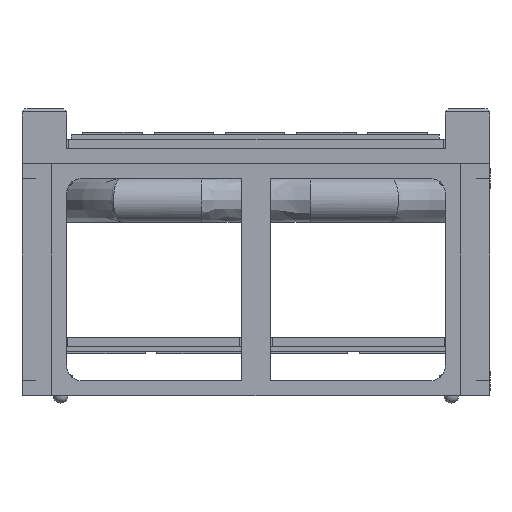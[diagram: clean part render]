
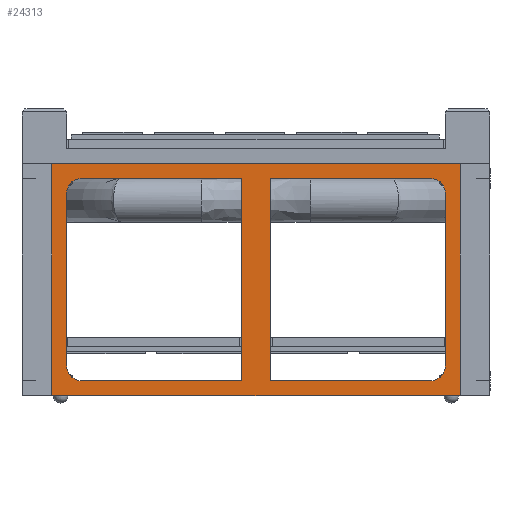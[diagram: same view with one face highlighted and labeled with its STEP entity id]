
A CAD part, left-side view. The second image highlights one B-rep face of the part: STEP entity #24313.
In plain terms, the highlighted face is planar.
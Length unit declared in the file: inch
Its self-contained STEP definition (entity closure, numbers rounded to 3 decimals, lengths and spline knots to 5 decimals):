
#587 = ORIENTED_EDGE ( 'NONE', *, *, #2714, .T. ) ;
#1126 = ORIENTED_EDGE ( 'NONE', *, *, #5952, .T. ) ;
#1206 = AXIS2_PLACEMENT_3D ( 'NONE', #16869, #38639, #1348 ) ;
#1316 = CARTESIAN_POINT ( 'NONE',  ( 0.85069, 0.25, 0. ) ) ;
#1348 = DIRECTION ( 'NONE',  ( 0., 0., 1. ) ) ;
#1504 = FACE_BOUND ( 'NONE', #27279, .T. ) ;
#1892 = ORIENTED_EDGE ( 'NONE', *, *, #28273, .T. ) ;
#2004 = FACE_OUTER_BOUND ( 'NONE', #33750, .T. ) ;
#2199 = VERTEX_POINT ( 'NONE', #21125 ) ;
#2578 = ORIENTED_EDGE ( 'NONE', *, *, #37154, .T. ) ;
#2714 = EDGE_CURVE ( 'NONE', #37612, #21005, #24524, .T. ) ;
#3491 = CARTESIAN_POINT ( 'NONE',  ( -0.97569, 0.25, -1.7185 ) ) ;
#3900 = CARTESIAN_POINT ( 'NONE',  ( 0., 0.25, -0.125 ) ) ;
#4539 = EDGE_CURVE ( 'NONE', #2199, #35984, #26223, .T. ) ;
#5952 = EDGE_CURVE ( 'NONE', #10106, #15274, #7428, .T. ) ;
#6212 = DIRECTION ( 'NONE',  ( 0., 0., -1. ) ) ;
#6399 = VERTEX_POINT ( 'NONE', #11779 ) ;
#6780 = DIRECTION ( 'NONE',  ( -1., 0., 0. ) ) ;
#7182 = CARTESIAN_POINT ( 'NONE',  ( 0.72569, 0.25, 1.5935 ) ) ;
#7428 = CIRCLE ( 'NONE', #11871, 0.125 ) ;
#7593 = CARTESIAN_POINT ( 'NONE',  ( 0.97569, 0.25, -1.7185 ) ) ;
#7892 = EDGE_CURVE ( 'NONE', #29622, #38139, #35155, .T. ) ;
#8035 = ORIENTED_EDGE ( 'NONE', *, *, #8386, .T. ) ;
#8262 = CARTESIAN_POINT ( 'NONE',  ( 0., 0.25, 1.5935 ) ) ;
#8298 = ORIENTED_EDGE ( 'NONE', *, *, #39209, .T. ) ;
#8386 = EDGE_CURVE ( 'NONE', #15274, #24118, #10221, .T. ) ;
#8914 = CARTESIAN_POINT ( 'NONE',  ( -0.97569, 0.25, 0. ) ) ;
#9048 = DIRECTION ( 'NONE',  ( 0., 0., 1. ) ) ;
#9717 = VERTEX_POINT ( 'NONE', #7593 ) ;
#10106 = VERTEX_POINT ( 'NONE', #30669 ) ;
#10221 = LINE ( 'NONE', #22999, #25832 ) ;
#10250 = CARTESIAN_POINT ( 'NONE',  ( 0.85069, 0.25, -1.4685 ) ) ;
#11013 = VERTEX_POINT ( 'NONE', #25929 ) ;
#11382 = EDGE_CURVE ( 'NONE', #36479, #21089, #30375, .T. ) ;
#11779 = CARTESIAN_POINT ( 'NONE',  ( 0.97569, 0.25, 1.7185 ) ) ;
#11843 = CARTESIAN_POINT ( 'NONE',  ( 0.85069, 0.25, 0. ) ) ;
#11871 = AXIS2_PLACEMENT_3D ( 'NONE', #12799, #38253, #34584 ) ;
#12316 = CARTESIAN_POINT ( 'NONE',  ( 0., 0.25, 1.7185 ) ) ;
#12602 = DIRECTION ( 'NONE',  ( 0., -1., 0. ) ) ;
#12799 = CARTESIAN_POINT ( 'NONE',  ( -0.72569, 0.25, 1.4685 ) ) ;
#12965 = DIRECTION ( 'NONE',  ( 1., 0., 0. ) ) ;
#13192 = CARTESIAN_POINT ( 'NONE',  ( -0.85069, 0.25, 0.125 ) ) ;
#13728 = DIRECTION ( 'NONE',  ( 0., 0., -1. ) ) ;
#13769 = CARTESIAN_POINT ( 'NONE',  ( 0.72569, 0.25, 1.4685 ) ) ;
#14040 = CARTESIAN_POINT ( 'NONE',  ( 0.72569, 0.25, -1.5935 ) ) ;
#14306 = CARTESIAN_POINT ( 'NONE',  ( 0.85069, 0.25, 1.4685 ) ) ;
#14634 = LINE ( 'NONE', #3900, #18025 ) ;
#15274 = VERTEX_POINT ( 'NONE', #30346 ) ;
#15341 = CARTESIAN_POINT ( 'NONE',  ( 0.72569, 0.25, -1.4685 ) ) ;
#15564 = CARTESIAN_POINT ( 'NONE',  ( 0.97569, 0.25, 0. ) ) ;
#16277 = VECTOR ( 'NONE', #9048, 39.37008 ) ;
#16739 = EDGE_LOOP ( 'NONE', ( #587, #25374, #1126, #8035, #37265, #1892 ) ) ;
#16869 = CARTESIAN_POINT ( 'NONE',  ( -0.72569, 0.25, -1.4685 ) ) ;
#17085 = CARTESIAN_POINT ( 'NONE',  ( 0., 0.25, -1.7185 ) ) ;
#17419 = DIRECTION ( 'NONE',  ( 0., 0., 1. ) ) ;
#17552 = DIRECTION ( 'NONE',  ( 0., 1., 0. ) ) ;
#17630 = EDGE_CURVE ( 'NONE', #21089, #6399, #33606, .T. ) ;
#17713 = EDGE_CURVE ( 'NONE', #38139, #29383, #14634, .T. ) ;
#17820 = CARTESIAN_POINT ( 'NONE',  ( 0., 0.25, 0. ) ) ;
#17826 = EDGE_CURVE ( 'NONE', #6399, #9717, #29223, .T. ) ;
#17909 = VECTOR ( 'NONE', #38845, 39.37008 ) ;
#18025 = VECTOR ( 'NONE', #6780, 39.37008 ) ;
#18522 = VECTOR ( 'NONE', #20411, 39.37008 ) ;
#18573 = VECTOR ( 'NONE', #39779, 39.37008 ) ;
#18698 = EDGE_CURVE ( 'NONE', #21005, #10106, #33593, .T. ) ;
#18890 = CIRCLE ( 'NONE', #32091, 0.125 ) ;
#19565 = FACE_BOUND ( 'NONE', #16739, .T. ) ;
#19743 = ORIENTED_EDGE ( 'NONE', *, *, #11382, .T. ) ;
#20052 = DIRECTION ( 'NONE',  ( 0., 0., 1. ) ) ;
#20411 = DIRECTION ( 'NONE',  ( -1., 0., 0. ) ) ;
#20865 = CARTESIAN_POINT ( 'NONE',  ( -0.85069, 0.25, -0.125 ) ) ;
#21005 = VERTEX_POINT ( 'NONE', #7182 ) ;
#21058 = DIRECTION ( 'NONE',  ( 1., 0., 0. ) ) ;
#21089 = VERTEX_POINT ( 'NONE', #23378 ) ;
#21125 = CARTESIAN_POINT ( 'NONE',  ( -0.85069, 0.25, -1.4685 ) ) ;
#22252 = DIRECTION ( 'NONE',  ( 0., 0., -1. ) ) ;
#22651 = ORIENTED_EDGE ( 'NONE', *, *, #4539, .T. ) ;
#22999 = CARTESIAN_POINT ( 'NONE',  ( -0.85069, 0.25, 0. ) ) ;
#23378 = CARTESIAN_POINT ( 'NONE',  ( -0.97569, 0.25, 1.7185 ) ) ;
#24118 = VERTEX_POINT ( 'NONE', #13192 ) ;
#24313 = ADVANCED_FACE ( 'NONE', ( #19565, #1504, #2004 ), #33465, .T. ) ;
#24524 = CIRCLE ( 'NONE', #28707, 0.125 ) ;
#24870 = CARTESIAN_POINT ( 'NONE',  ( -0.85069, 0.25, 0. ) ) ;
#25374 = ORIENTED_EDGE ( 'NONE', *, *, #18698, .T. ) ;
#25832 = VECTOR ( 'NONE', #13728, 39.37008 ) ;
#25929 = CARTESIAN_POINT ( 'NONE',  ( 0.85069, 0.25, 0.125 ) ) ;
#26223 = CIRCLE ( 'NONE', #1206, 0.125 ) ;
#26239 = LINE ( 'NONE', #17085, #17909 ) ;
#27159 = LINE ( 'NONE', #39706, #38371 ) ;
#27279 = EDGE_LOOP ( 'NONE', ( #35519, #22651, #2578, #8298, #28519, #34289 ) ) ;
#27392 = VECTOR ( 'NONE', #6212, 39.37008 ) ;
#27552 = LINE ( 'NONE', #34193, #31942 ) ;
#27749 = ORIENTED_EDGE ( 'NONE', *, *, #17826, .T. ) ;
#27829 = LINE ( 'NONE', #11843, #18573 ) ;
#28273 = EDGE_CURVE ( 'NONE', #11013, #37612, #27829, .T. ) ;
#28449 = CARTESIAN_POINT ( 'NONE',  ( -0.72569, 0.25, -1.5935 ) ) ;
#28519 = ORIENTED_EDGE ( 'NONE', *, *, #7892, .T. ) ;
#28707 = AXIS2_PLACEMENT_3D ( 'NONE', #13769, #32293, #20052 ) ;
#29223 = LINE ( 'NONE', #15564, #33108 ) ;
#29278 = EDGE_CURVE ( 'NONE', #9717, #36479, #26239, .T. ) ;
#29383 = VERTEX_POINT ( 'NONE', #20865 ) ;
#29622 = VERTEX_POINT ( 'NONE', #10250 ) ;
#29795 = VECTOR ( 'NONE', #38605, 39.37008 ) ;
#30346 = CARTESIAN_POINT ( 'NONE',  ( -0.85069, 0.25, 1.4685 ) ) ;
#30375 = LINE ( 'NONE', #8914, #16277 ) ;
#30669 = CARTESIAN_POINT ( 'NONE',  ( -0.72569, 0.25, 1.5935 ) ) ;
#31942 = VECTOR ( 'NONE', #12965, 39.37008 ) ;
#32091 = AXIS2_PLACEMENT_3D ( 'NONE', #15341, #12602, #40260 ) ;
#32269 = EDGE_CURVE ( 'NONE', #24118, #11013, #27159, .T. ) ;
#32293 = DIRECTION ( 'NONE',  ( 0., -1., 0. ) ) ;
#32542 = ORIENTED_EDGE ( 'NONE', *, *, #17630, .T. ) ;
#32659 = VECTOR ( 'NONE', #40394, 39.37008 ) ;
#32735 = AXIS2_PLACEMENT_3D ( 'NONE', #17820, #17552, #17419 ) ;
#33108 = VECTOR ( 'NONE', #22252, 39.37008 ) ;
#33212 = VERTEX_POINT ( 'NONE', #14040 ) ;
#33465 = PLANE ( 'NONE',  #32735 ) ;
#33593 = LINE ( 'NONE', #8262, #18522 ) ;
#33606 = LINE ( 'NONE', #12316, #32659 ) ;
#33750 = EDGE_LOOP ( 'NONE', ( #32542, #27749, #36779, #19743 ) ) ;
#34193 = CARTESIAN_POINT ( 'NONE',  ( 0., 0.25, -1.5935 ) ) ;
#34289 = ORIENTED_EDGE ( 'NONE', *, *, #17713, .T. ) ;
#34584 = DIRECTION ( 'NONE',  ( 0., 0., -1. ) ) ;
#35155 = LINE ( 'NONE', #1316, #29795 ) ;
#35483 = EDGE_CURVE ( 'NONE', #29383, #2199, #37085, .T. ) ;
#35519 = ORIENTED_EDGE ( 'NONE', *, *, #35483, .T. ) ;
#35984 = VERTEX_POINT ( 'NONE', #28449 ) ;
#36479 = VERTEX_POINT ( 'NONE', #3491 ) ;
#36779 = ORIENTED_EDGE ( 'NONE', *, *, #29278, .T. ) ;
#37085 = LINE ( 'NONE', #24870, #27392 ) ;
#37154 = EDGE_CURVE ( 'NONE', #35984, #33212, #27552, .T. ) ;
#37265 = ORIENTED_EDGE ( 'NONE', *, *, #32269, .T. ) ;
#37612 = VERTEX_POINT ( 'NONE', #14306 ) ;
#38139 = VERTEX_POINT ( 'NONE', #38618 ) ;
#38253 = DIRECTION ( 'NONE',  ( 0., -1., 0. ) ) ;
#38371 = VECTOR ( 'NONE', #21058, 39.37008 ) ;
#38605 = DIRECTION ( 'NONE',  ( 0., 0., 1. ) ) ;
#38618 = CARTESIAN_POINT ( 'NONE',  ( 0.85069, 0.25, -0.125 ) ) ;
#38639 = DIRECTION ( 'NONE',  ( 0., -1., 0. ) ) ;
#38845 = DIRECTION ( 'NONE',  ( -1., 0., 0. ) ) ;
#39209 = EDGE_CURVE ( 'NONE', #33212, #29622, #18890, .T. ) ;
#39706 = CARTESIAN_POINT ( 'NONE',  ( 0., 0.25, 0.125 ) ) ;
#39779 = DIRECTION ( 'NONE',  ( 0., 0., 1. ) ) ;
#40260 = DIRECTION ( 'NONE',  ( 0., 0., -1. ) ) ;
#40394 = DIRECTION ( 'NONE',  ( 1., 0., 0. ) ) ;
